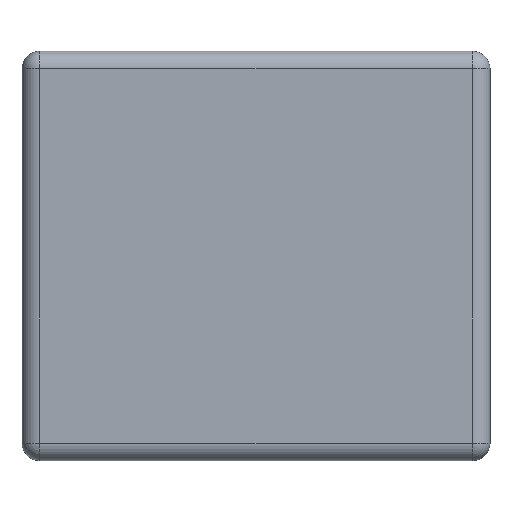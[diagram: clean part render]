
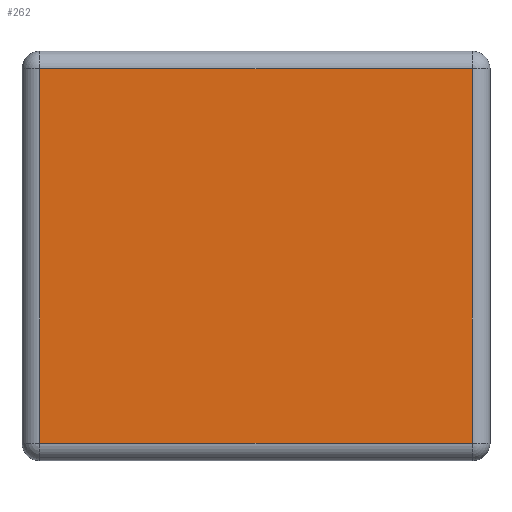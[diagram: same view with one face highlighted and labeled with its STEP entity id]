
A CAD part, top view. The second image highlights one B-rep face of the part: STEP entity #262.
In plain terms, the highlighted planar face has unit normal (0, 0, 1).
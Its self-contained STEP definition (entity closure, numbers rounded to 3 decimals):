
#262 = ADVANCED_FACE( '', ( #538 ), #539, .T. );
#538 = FACE_OUTER_BOUND( '', #811, .T. );
#539 = PLANE( '', #812 );
#811 = EDGE_LOOP( '', ( #1493, #1494, #1495, #1496 ) );
#812 = AXIS2_PLACEMENT_3D( '', #1497, #1498, #1499 );
#1493 = ORIENTED_EDGE( '', *, *, #1763, .T. );
#1494 = ORIENTED_EDGE( '', *, *, #1792, .T. );
#1495 = ORIENTED_EDGE( '', *, *, #1820, .T. );
#1496 = ORIENTED_EDGE( '', *, *, #1821, .T. );
#1497 = CARTESIAN_POINT( '', ( 0., 0., 17. ) );
#1498 = DIRECTION( '', ( 0., 0., 1. ) );
#1499 = DIRECTION( '', ( 1., 0., 0. ) );
#1763 = EDGE_CURVE( '', #2132, #1839, #2156, .T. );
#1792 = EDGE_CURVE( '', #1839, #2189, #2191, .T. );
#1820 = EDGE_CURVE( '', #2189, #2138, #2220, .T. );
#1821 = EDGE_CURVE( '', #2138, #2132, #2221, .T. );
#1839 = VERTEX_POINT( '', #2241 );
#2132 = VERTEX_POINT( '', #2665 );
#2138 = VERTEX_POINT( '', #2671 );
#2156 = LINE( '', #2693, #2694 );
#2189 = VERTEX_POINT( '', #2737 );
#2191 = LINE( '', #2739, #2740 );
#2220 = LINE( '', #2778, #2779 );
#2221 = LINE( '', #2780, #2781 );
#2241 = CARTESIAN_POINT( '', ( 18.5, 16., 17. ) );
#2665 = CARTESIAN_POINT( '', ( 18.5, -16., 17. ) );
#2671 = CARTESIAN_POINT( '', ( -18.5, -16., 17. ) );
#2693 = CARTESIAN_POINT( '', ( 18.5, 17.5, 17. ) );
#2694 = VECTOR( '', #3000, 1000. );
#2737 = CARTESIAN_POINT( '', ( -18.5, 16., 17. ) );
#2739 = CARTESIAN_POINT( '', ( -20., 16., 17. ) );
#2740 = VECTOR( '', #3026, 1000. );
#2778 = CARTESIAN_POINT( '', ( -18.5, -17.5, 17. ) );
#2779 = VECTOR( '', #3042, 1000. );
#2780 = CARTESIAN_POINT( '', ( 20., -16., 17. ) );
#2781 = VECTOR( '', #3043, 1000. );
#3000 = DIRECTION( '', ( 0., 1., 0. ) );
#3026 = DIRECTION( '', ( -1., 0., 0. ) );
#3042 = DIRECTION( '', ( 0., -1., 0. ) );
#3043 = DIRECTION( '', ( 1., 0., 0. ) );
